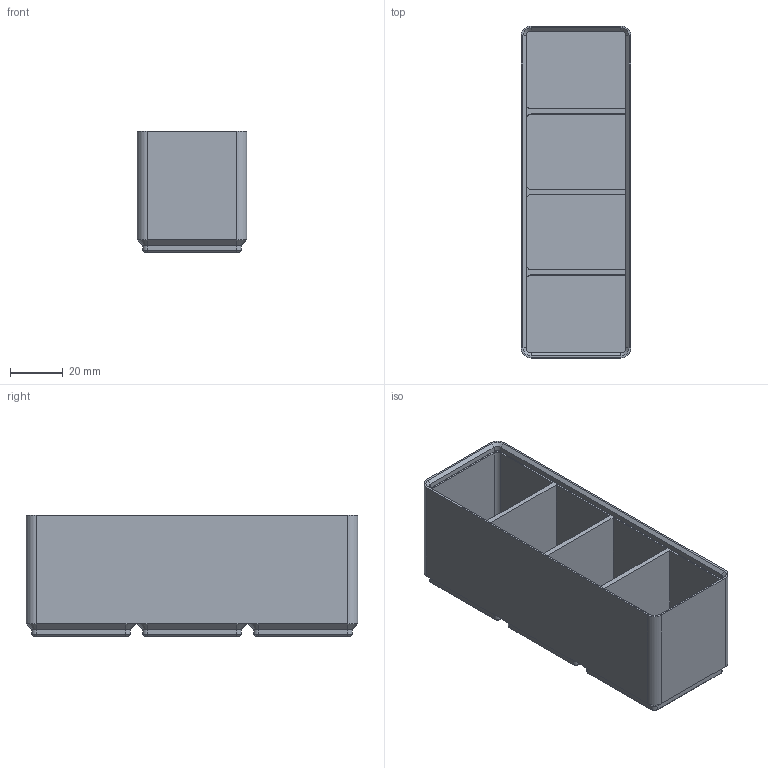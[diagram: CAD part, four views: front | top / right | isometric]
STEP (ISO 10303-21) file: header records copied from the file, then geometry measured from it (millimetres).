
FILE_DESCRIPTION(/* description */ (''),/* implementation_level */ '2;1');
FILE_NAME(/* name */ 'Gridfinity-Sample-Size.step',/* time_stamp */ '2024-08-11T19:39:13-04:00',/* author */ (''),/* organization */ (''),/* preprocessor_version */ 'ST-DEVELOPER v20',/* originating_system */ 'Autodesk Translation Framework v13.14.0.145',/* authorisation */ '');
FILE_SCHEMA (('AUTOMOTIVE_DESIGN { 1 0 10303 214 3 1 1 }'));
Length unit declared in the file: millimetre
Products named in the file (2): Gridfinity-1x3-Screw Bin; Gridfinity bin 3x1x6
Assembly tree (1 placements, depth 2):
  Gridfinity-1x3-Screw Bin
    Gridfinity bin 3x1x6
Bounding box: 41.5 x 125.5 x 45.8 mm (x, y, z)
Volume: 59011.7 mm3; surface area: 45396 mm2
Topology: 1 solids, 1 shells, 143 faces, 328 edges, 192 vertices
Faces by surface type: plane 81, cone 32, cylinder 30
Entity records: 3975 total; most frequent: DIRECTION 700, CARTESIAN_POINT 682, ORIENTED_EDGE 656, EDGE_CURVE 328, AXIS2_PLACEMENT_3D 234, LINE 232, VECTOR 232, VERTEX_POINT 192
